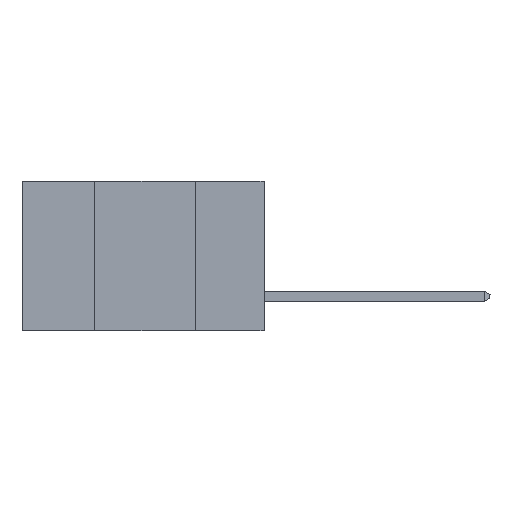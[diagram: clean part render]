
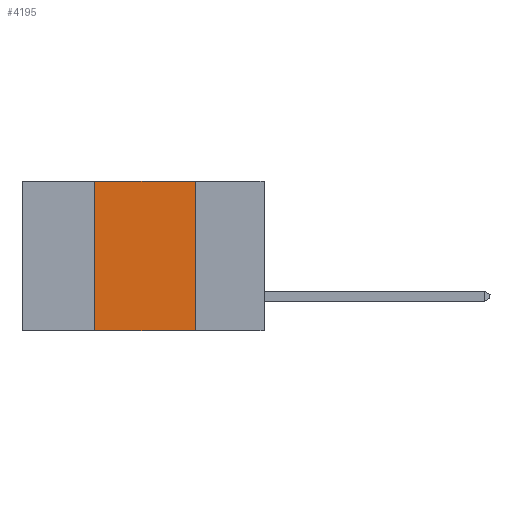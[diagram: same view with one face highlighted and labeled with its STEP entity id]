
A CAD part, left-side view. The second image highlights one B-rep face of the part: STEP entity #4195.
In plain terms, the highlighted planar face has unit normal (-1, 0, 0).
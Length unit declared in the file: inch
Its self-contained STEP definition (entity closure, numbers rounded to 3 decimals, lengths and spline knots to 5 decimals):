
#557 = AXIS2_PLACEMENT_3D ( 'NONE', #12849, #10827, #11788 ) ;
#945 = ORIENTED_EDGE ( 'NONE', *, *, #4467, .F. ) ;
#1344 = CARTESIAN_POINT ( 'NONE',  ( 0., 0.42, -0.37 ) ) ;
#1584 = VERTEX_POINT ( 'NONE', #9228 ) ;
#1821 = ORIENTED_EDGE ( 'NONE', *, *, #13154, .F. ) ;
#2123 = VECTOR ( 'NONE', #10185, 39.37008 ) ;
#2583 = VERTEX_POINT ( 'NONE', #12261 ) ;
#2842 = CARTESIAN_POINT ( 'NONE',  ( 0., 0.6, -0.37 ) ) ;
#3956 = LINE ( 'NONE', #8617, #5784 ) ;
#4135 = VERTEX_POINT ( 'NONE', #13897 ) ;
#4195 = ADVANCED_FACE ( 'NONE', ( #11712 ), #13075, .F. ) ;
#4467 = EDGE_CURVE ( 'NONE', #4135, #2583, #4650, .T. ) ;
#4650 = LINE ( 'NONE', #12393, #12331 ) ;
#4990 = DIRECTION ( 'NONE',  ( 0., -1., 0. ) ) ;
#5747 = ORIENTED_EDGE ( 'NONE', *, *, #11257, .F. ) ;
#5772 = CARTESIAN_POINT ( 'NONE',  ( 0., 0.42, -0.37 ) ) ;
#5784 = VECTOR ( 'NONE', #8385, 39.37008 ) ;
#6138 = LINE ( 'NONE', #2842, #10608 ) ;
#7292 = VERTEX_POINT ( 'NONE', #1344 ) ;
#8385 = DIRECTION ( 'NONE',  ( 0., 0., -1. ) ) ;
#8617 = CARTESIAN_POINT ( 'NONE',  ( 0., 0.17, -0.37 ) ) ;
#8709 = ORIENTED_EDGE ( 'NONE', *, *, #9674, .T. ) ;
#9207 = LINE ( 'NONE', #5772, #2123 ) ;
#9228 = CARTESIAN_POINT ( 'NONE',  ( 0., 0.17, -0.37 ) ) ;
#9674 = EDGE_CURVE ( 'NONE', #7292, #1584, #6138, .T. ) ;
#10185 = DIRECTION ( 'NONE',  ( 0., 0., 1. ) ) ;
#10608 = VECTOR ( 'NONE', #4990, 39.37008 ) ;
#10827 = DIRECTION ( 'NONE',  ( 1., 0., 0. ) ) ;
#11257 = EDGE_CURVE ( 'NONE', #2583, #1584, #3956, .T. ) ;
#11712 = FACE_OUTER_BOUND ( 'NONE', #12260, .T. ) ;
#11788 = DIRECTION ( 'NONE',  ( 0., 0., -1. ) ) ;
#12260 = EDGE_LOOP ( 'NONE', ( #5747, #945, #1821, #8709 ) ) ;
#12261 = CARTESIAN_POINT ( 'NONE',  ( 0., 0.17, 0. ) ) ;
#12331 = VECTOR ( 'NONE', #13808, 39.37008 ) ;
#12393 = CARTESIAN_POINT ( 'NONE',  ( 0., 0.6, 0. ) ) ;
#12849 = CARTESIAN_POINT ( 'NONE',  ( 0., 0.6, 0. ) ) ;
#13075 = PLANE ( 'NONE',  #557 ) ;
#13154 = EDGE_CURVE ( 'NONE', #7292, #4135, #9207, .T. ) ;
#13808 = DIRECTION ( 'NONE',  ( 0., -1., 0. ) ) ;
#13897 = CARTESIAN_POINT ( 'NONE',  ( 0., 0.42, 0. ) ) ;
